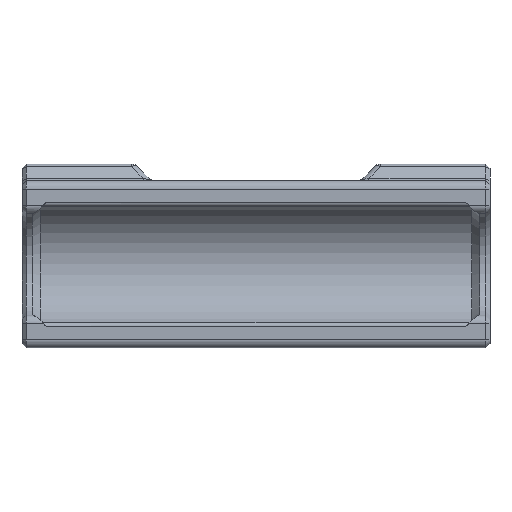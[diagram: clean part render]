
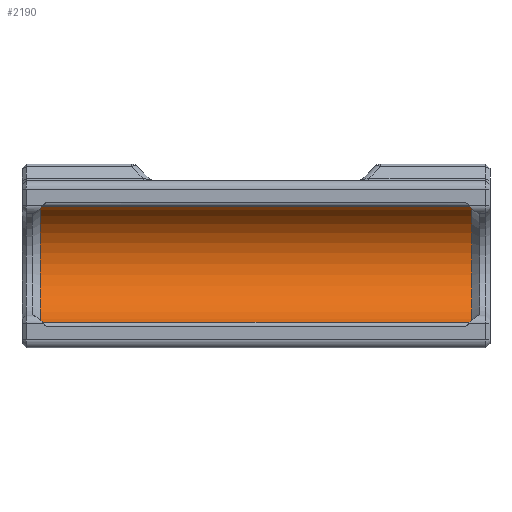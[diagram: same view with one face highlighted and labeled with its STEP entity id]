
A CAD part, front view. The second image highlights one B-rep face of the part: STEP entity #2190.
In plain terms, the highlighted cylindrical face has radius 7.5 mm (diameter 15 mm), a partial arc.
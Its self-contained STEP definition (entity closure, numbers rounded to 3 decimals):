
#293 = DIRECTION ( 'NONE',  ( 0., 0., 1. ) ) ;
#390 = CARTESIAN_POINT ( 'NONE',  ( 28., 0., -7.5 ) ) ;
#426 = ORIENTED_EDGE ( 'NONE', *, *, #7758, .T. ) ;
#461 = CARTESIAN_POINT ( 'NONE',  ( 25.8, 0., 7.5 ) ) ;
#520 = AXIS2_PLACEMENT_3D ( 'NONE', #5905, #5999, #293 ) ;
#721 = DIRECTION ( 'NONE',  ( -1., 0., 0. ) ) ;
#2098 = DIRECTION ( 'NONE',  ( 1., 0., 0. ) ) ;
#2190 = ADVANCED_FACE ( 'NONE', ( #6588 ), #3407, .F. ) ;
#2329 = VERTEX_POINT ( 'NONE', #461 ) ;
#2340 = CARTESIAN_POINT ( 'NONE',  ( -25.8, 0., -7.5 ) ) ;
#2843 = EDGE_CURVE ( 'NONE', #4329, #2329, #3506, .T. ) ;
#2874 = DIRECTION ( 'NONE',  ( 0., 0., -1. ) ) ;
#2902 = LINE ( 'NONE', #390, #4784 ) ;
#2976 = AXIS2_PLACEMENT_3D ( 'NONE', #3801, #6597, #4550 ) ;
#3153 = EDGE_CURVE ( 'NONE', #2329, #5609, #6035, .T. ) ;
#3257 = DIRECTION ( 'NONE',  ( -1., 0., 0. ) ) ;
#3407 = CYLINDRICAL_SURFACE ( 'NONE', #520, 7.5 ) ;
#3506 = CIRCLE ( 'NONE', #4249, 7.5 ) ;
#3679 = EDGE_LOOP ( 'NONE', ( #7472, #9037, #5404, #426 ) ) ;
#3801 = CARTESIAN_POINT ( 'NONE',  ( -25.8, 0., 0. ) ) ;
#3981 = CIRCLE ( 'NONE', #2976, 7.5 ) ;
#4249 = AXIS2_PLACEMENT_3D ( 'NONE', #4593, #2098, #2874 ) ;
#4329 = VERTEX_POINT ( 'NONE', #5123 ) ;
#4550 = DIRECTION ( 'NONE',  ( 0., 0., 1. ) ) ;
#4593 = CARTESIAN_POINT ( 'NONE',  ( 25.8, 0., 0. ) ) ;
#4784 = VECTOR ( 'NONE', #3257, 1000. ) ;
#4982 = CARTESIAN_POINT ( 'NONE',  ( 28., 0., 7.5 ) ) ;
#5123 = CARTESIAN_POINT ( 'NONE',  ( 25.8, 0., -7.5 ) ) ;
#5149 = CARTESIAN_POINT ( 'NONE',  ( -25.8, 0., 7.5 ) ) ;
#5404 = ORIENTED_EDGE ( 'NONE', *, *, #3153, .T. ) ;
#5417 = VERTEX_POINT ( 'NONE', #2340 ) ;
#5609 = VERTEX_POINT ( 'NONE', #5149 ) ;
#5905 = CARTESIAN_POINT ( 'NONE',  ( 28., 0., 0. ) ) ;
#5999 = DIRECTION ( 'NONE',  ( -1., 0., 0. ) ) ;
#6035 = LINE ( 'NONE', #4982, #6142 ) ;
#6142 = VECTOR ( 'NONE', #721, 1000. ) ;
#6240 = EDGE_CURVE ( 'NONE', #4329, #5417, #2902, .T. ) ;
#6588 = FACE_OUTER_BOUND ( 'NONE', #3679, .T. ) ;
#6597 = DIRECTION ( 'NONE',  ( -1., 0., 0. ) ) ;
#7472 = ORIENTED_EDGE ( 'NONE', *, *, #6240, .F. ) ;
#7758 = EDGE_CURVE ( 'NONE', #5609, #5417, #3981, .T. ) ;
#9037 = ORIENTED_EDGE ( 'NONE', *, *, #2843, .T. ) ;
